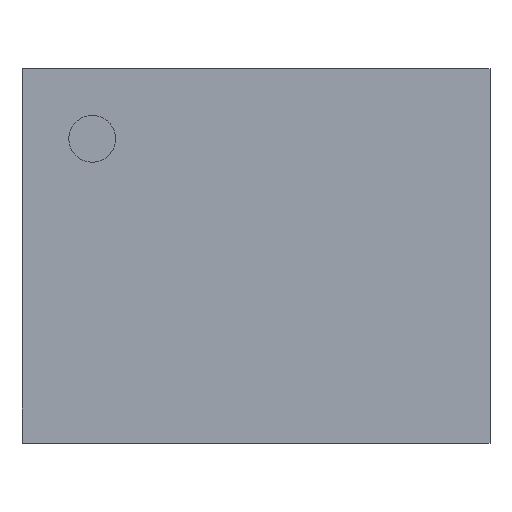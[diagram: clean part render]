
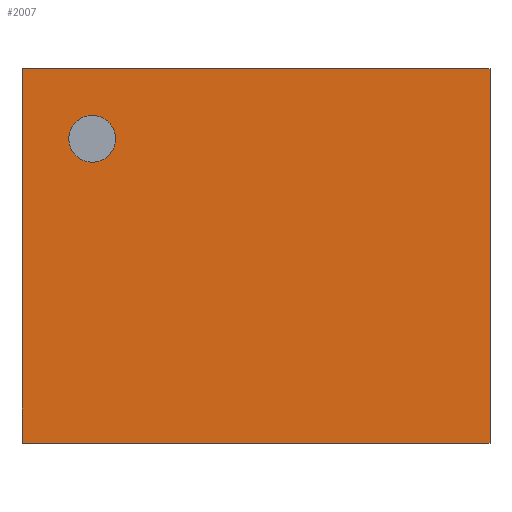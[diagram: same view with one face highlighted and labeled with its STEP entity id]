
A CAD part, top view. The second image highlights one B-rep face of the part: STEP entity #2007.
In plain terms, the highlighted face is planar.
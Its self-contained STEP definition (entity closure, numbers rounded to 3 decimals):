
#80=FACE_OUTER_BOUND('',#201,.T.);
#201=EDGE_LOOP('',(#1413,#1414,#1415,#1416));
#346=LINE('',#2869,#623);
#358=LINE('',#2891,#635);
#364=LINE('',#2903,#641);
#376=LINE('',#2924,#653);
#623=VECTOR('',#2317,0.8);
#635=VECTOR('',#2331,1.);
#641=VECTOR('',#2339,0.8);
#653=VECTOR('',#2353,1.);
#898=VERTEX_POINT('',#2866);
#899=VERTEX_POINT('',#2868);
#908=VERTEX_POINT('',#2890);
#913=VERTEX_POINT('',#2902);
#1086=EDGE_CURVE('',#899,#898,#346,.T.);
#1098=EDGE_CURVE('',#908,#899,#358,.T.);
#1104=EDGE_CURVE('',#913,#908,#364,.T.);
#1116=EDGE_CURVE('',#898,#913,#376,.T.);
#1413=ORIENTED_EDGE('',*,*,#1086,.T.);
#1414=ORIENTED_EDGE('',*,*,#1116,.T.);
#1415=ORIENTED_EDGE('',*,*,#1104,.T.);
#1416=ORIENTED_EDGE('',*,*,#1098,.T.);
#1893=PLANE('',#2157);
#2007=ADVANCED_FACE('',(#80),#1893,.T.);
#2157=AXIS2_PLACEMENT_3D('',#2933,#2358,#2359);
#2317=DIRECTION('',(0.,0.,1.));
#2331=DIRECTION('',(-1.,0.,0.));
#2339=DIRECTION('',(0.,0.,-1.));
#2353=DIRECTION('',(1.,0.,0.));
#2358=DIRECTION('center_axis',(0.,1.,0.));
#2359=DIRECTION('ref_axis',(1.,0.,0.));
#2866=CARTESIAN_POINT('',(-0.5,0.375,0.4));
#2868=CARTESIAN_POINT('',(-0.5,0.375,-0.4));
#2869=CARTESIAN_POINT('',(-0.5,0.375,-0.4));
#2890=CARTESIAN_POINT('',(0.5,0.375,-0.4));
#2891=CARTESIAN_POINT('',(0.5,0.375,-0.4));
#2902=CARTESIAN_POINT('',(0.5,0.375,0.4));
#2903=CARTESIAN_POINT('',(0.5,0.375,0.4));
#2924=CARTESIAN_POINT('',(-0.5,0.375,0.4));
#2933=CARTESIAN_POINT('Origin',(0.,0.375,0.));
